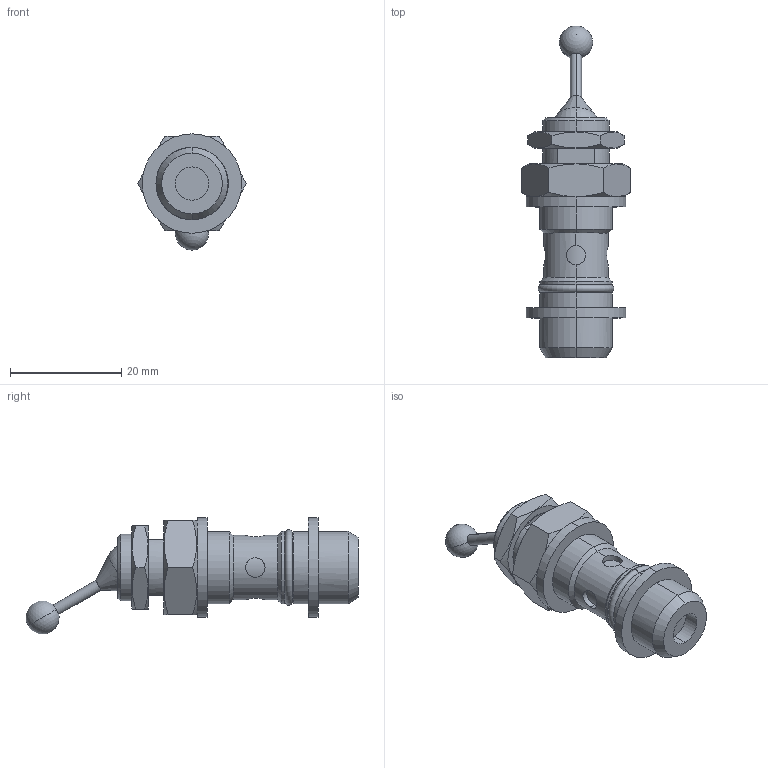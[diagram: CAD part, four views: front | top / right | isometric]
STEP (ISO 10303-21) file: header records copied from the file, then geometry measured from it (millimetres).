
FILE_DESCRIPTION (( 'STEP AP203' ), '1' );
FILE_NAME ('04360002-2.STEP', '2010-09-17T06:13:17', ( '' ), ( 'sopra-pneumatic' ), 'SwSTEP 2.0', 'SolidWorks 2009', '' );
FILE_SCHEMA (( 'CONFIG_CONTROL_DESIGN' ));
Length unit declared in the file: millimetre
Products named in the file (1): 04360002-2
Bounding box: 19.63 x 59.81 x 20.94 mm (x, y, z)
Volume: 6736.1 mm3; surface area: 3550.5 mm2
Topology: 1 solids, 1 shells, 109 faces, 269 edges, 169 vertices
Faces by surface type: cylinder 41, plane 36, cone 26, torus 4, sphere 2
Entity records: 3882 total; most frequent: CARTESIAN_POINT 1300, ORIENTED_EDGE 528, DIRECTION 511, EDGE_CURVE 264, AXIS2_PLACEMENT_3D 201, VERTEX_POINT 166, EDGE_LOOP 124, VECTOR 109
